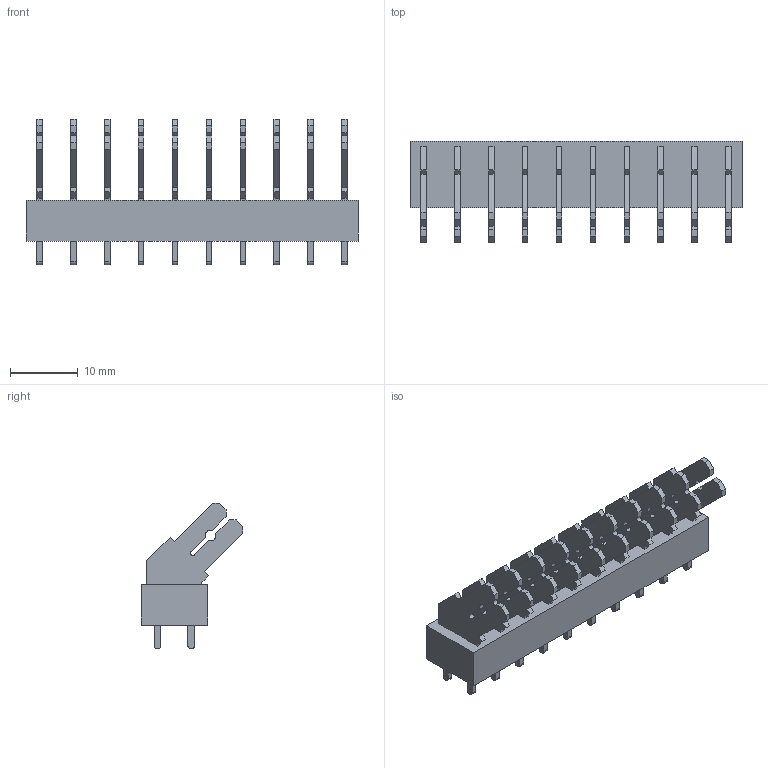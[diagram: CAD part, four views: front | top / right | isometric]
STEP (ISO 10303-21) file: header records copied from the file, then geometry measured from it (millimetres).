
FILE_DESCRIPTION(('CATIA V5 STEP Exchange','CAx-IF Rec.Pracs.--- Model Styling and Organization---1.2---2011-12-15'),'2;1');
FILE_NAME ('D1464965_0_9511870000_9511870000.stp','2018-08-31T15:46:30+00:00',('none'),('Weidmueller'),'CATIA Version 5-6 Release 2014','CATIA V5 STEP AP214','none');
FILE_SCHEMA(('AUTOMOTIVE_DESIGN { 1 0 10303 214 1 1 1 1 }'));
Length unit declared in the file: millimetre
Products named in the file (1): 9511870000
Bounding box: 49 x 15.01 x 21.5 mm (x, y, z)
Volume: 3638.2 mm3; surface area: 4968.3 mm2
Topology: 11 solids, 11 shells, 406 faces, 1152 edges, 768 vertices
Faces by surface type: plane 356, cylinder 50
Entity records: 11355 total; most frequent: ORIENTED_EDGE 2304, CARTESIAN_POINT 1999, DIRECTION 1308, EDGE_CURVE 1152, VECTOR 1052, LINE 1052, VERTEX_POINT 768, EDGE_LOOP 446
